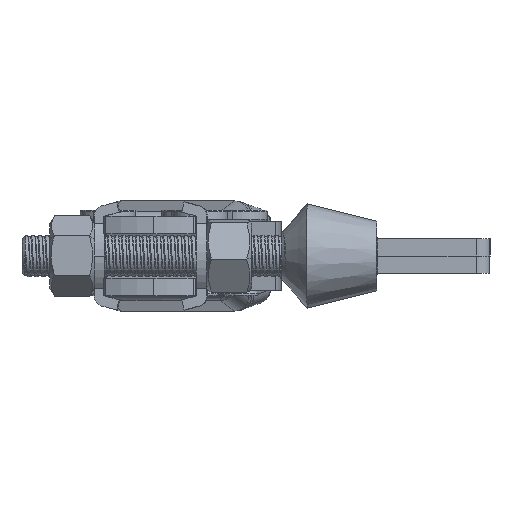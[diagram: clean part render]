
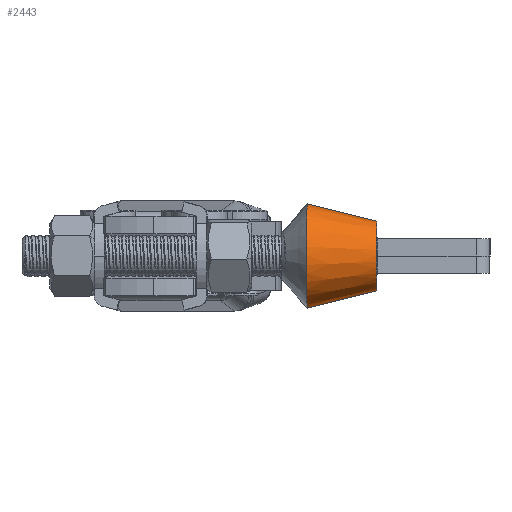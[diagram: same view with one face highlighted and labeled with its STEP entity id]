
A CAD part, left-side view. The second image highlights one B-rep face of the part: STEP entity #2443.
In plain terms, the highlighted conical face has half-angle 14.036 degrees and reference radius 7.5 mm.
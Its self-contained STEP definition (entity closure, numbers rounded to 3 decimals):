
#2443 = ADVANCED_FACE ( 'NONE', ( #27760 ), #10278, .T. ) ;
#5518 = DIRECTION ( 'NONE',  ( 0., -1., 0. ) ) ;
#5965 = ORIENTED_EDGE ( 'NONE', *, *, #17395, .F. ) ;
#7688 = DIRECTION ( 'NONE',  ( 0., 0.97, 0.243 ) ) ;
#8421 = ORIENTED_EDGE ( 'NONE', *, *, #31940, .T. ) ;
#9102 = VERTEX_POINT ( 'NONE', #39885 ) ;
#9575 = EDGE_CURVE ( 'NONE', #17797, #16659, #36263, .T. ) ;
#9893 = ORIENTED_EDGE ( 'NONE', *, *, #34544, .F. ) ;
#9982 = CARTESIAN_POINT ( 'NONE',  ( 8.505, 12.344, 7.5 ) ) ;
#10278 = CONICAL_SURFACE ( 'NONE', #24728, 7.5, 0.245 ) ;
#10357 = CARTESIAN_POINT ( 'NONE',  ( 8.505, 12.344, -7.5 ) ) ;
#11460 = VECTOR ( 'NONE', #7688, 1000. ) ;
#11906 = CARTESIAN_POINT ( 'NONE',  ( 8.505, 12.344, 0. ) ) ;
#12054 = DIRECTION ( 'NONE',  ( 0., -1., 0. ) ) ;
#14172 = DIRECTION ( 'NONE',  ( 0., 0.97, -0.243 ) ) ;
#14461 = CARTESIAN_POINT ( 'NONE',  ( 8.505, 2.344, 5. ) ) ;
#16659 = VERTEX_POINT ( 'NONE', #9982 ) ;
#17395 = EDGE_CURVE ( 'NONE', #17797, #9102, #17488, .T. ) ;
#17488 = CIRCLE ( 'NONE', #36730, 5. ) ;
#17797 = VERTEX_POINT ( 'NONE', #14461 ) ;
#18220 = DIRECTION ( 'NONE',  ( 0., 1., 0. ) ) ;
#21916 = AXIS2_PLACEMENT_3D ( 'NONE', #24144, #5518, #27261 ) ;
#22634 = VECTOR ( 'NONE', #14172, 1000. ) ;
#24144 = CARTESIAN_POINT ( 'NONE',  ( 8.505, 12.344, 0. ) ) ;
#24728 = AXIS2_PLACEMENT_3D ( 'NONE', #11906, #18220, #39902 ) ;
#26277 = CARTESIAN_POINT ( 'NONE',  ( 8.505, 12.344, 7.5 ) ) ;
#27261 = DIRECTION ( 'NONE',  ( 0., 0., -1. ) ) ;
#27760 = FACE_OUTER_BOUND ( 'NONE', #32755, .T. ) ;
#30470 = ORIENTED_EDGE ( 'NONE', *, *, #9575, .T. ) ;
#30635 = CARTESIAN_POINT ( 'NONE',  ( 8.505, 2.344, 0. ) ) ;
#30804 = LINE ( 'NONE', #32741, #22634 ) ;
#31940 = EDGE_CURVE ( 'NONE', #16659, #35016, #39201, .T. ) ;
#32741 = CARTESIAN_POINT ( 'NONE',  ( 8.505, 12.344, -7.5 ) ) ;
#32755 = EDGE_LOOP ( 'NONE', ( #9893, #5965, #30470, #8421 ) ) ;
#33760 = DIRECTION ( 'NONE',  ( 0., 0., -1. ) ) ;
#34544 = EDGE_CURVE ( 'NONE', #9102, #35016, #30804, .T. ) ;
#35016 = VERTEX_POINT ( 'NONE', #10357 ) ;
#36263 = LINE ( 'NONE', #26277, #11460 ) ;
#36730 = AXIS2_PLACEMENT_3D ( 'NONE', #30635, #12054, #33760 ) ;
#39201 = CIRCLE ( 'NONE', #21916, 7.5 ) ;
#39885 = CARTESIAN_POINT ( 'NONE',  ( 8.505, 2.344, -5. ) ) ;
#39902 = DIRECTION ( 'NONE',  ( 0., 0., 1. ) ) ;
